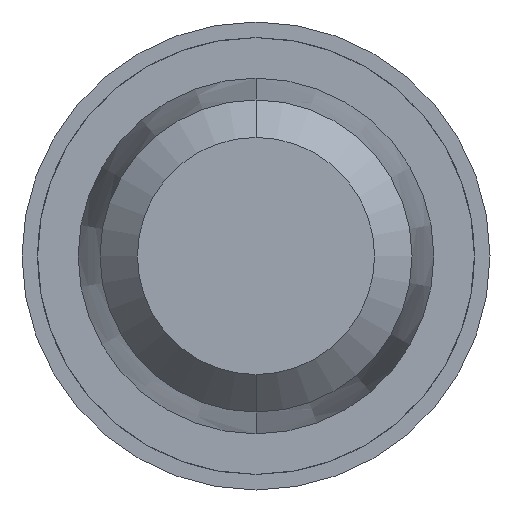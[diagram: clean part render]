
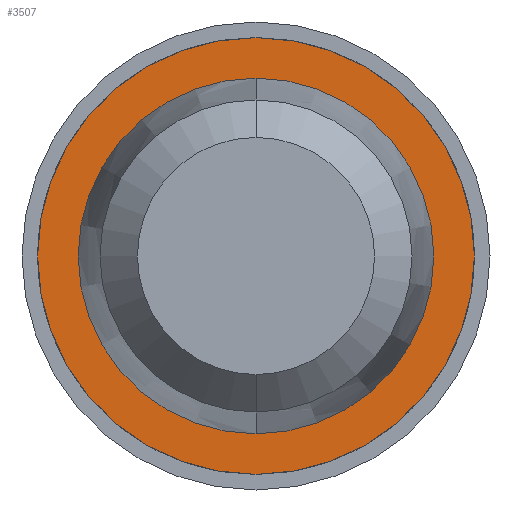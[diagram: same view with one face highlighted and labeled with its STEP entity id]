
A CAD part, front view. The second image highlights one B-rep face of the part: STEP entity #3507.
In plain terms, the highlighted planar face has unit normal (0, -1, 0).
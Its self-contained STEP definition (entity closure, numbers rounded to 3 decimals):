
#223 = AXIS2_PLACEMENT_3D ( 'NONE', #2530, #1848, #1181 ) ;
#271 = EDGE_LOOP ( 'NONE', ( #3716, #3697 ) ) ;
#296 = VERTEX_POINT ( 'NONE', #2269 ) ;
#315 = DIRECTION ( 'NONE',  ( 0., -1., 0. ) ) ;
#342 = VERTEX_POINT ( 'NONE', #2637 ) ;
#368 = CIRCLE ( 'NONE', #3825, 0.7 ) ;
#459 = CIRCLE ( 'NONE', #1914, 0.57 ) ;
#465 = DIRECTION ( 'NONE',  ( 0., -1., 0. ) ) ;
#501 = CARTESIAN_POINT ( 'NONE',  ( 0.57, 26., 0. ) ) ;
#684 = EDGE_CURVE ( 'Defeature ausgef�hrt3_15+Defeature ausgef�hrt3_16+Defeature ausgef�hrt3_16+Defeature ausgef�hrt3_16', #296, #836, #459, .T. ) ;
#836 = VERTEX_POINT ( 'NONE', #2190 ) ;
#846 = AXIS2_PLACEMENT_3D ( 'NONE', #1336, #315, #2958 ) ;
#867 = VERTEX_POINT ( 'NONE', #1530 ) ;
#903 = EDGE_CURVE ( 'Defeature ausgef�hrt3_15+Defeature ausgef�hrt3_16+Defeature ausgef�hrt3_16+Defeature ausgef�hrt3_16', #836, #296, #3380, .T. ) ;
#1181 = DIRECTION ( 'NONE',  ( 0., 0., -1. ) ) ;
#1244 = DIRECTION ( 'NONE',  ( 0., -1., 0. ) ) ;
#1336 = CARTESIAN_POINT ( 'NONE',  ( 0., 26., 0. ) ) ;
#1397 = EDGE_CURVE ( 'Defeature ausgef�hrt3_16+Defeature ausgef�hrt3_17+Defeature ausgef�hrt3_17+Defeature ausgef�hrt3_17', #342, #867, #3926, .T. ) ;
#1530 = CARTESIAN_POINT ( 'NONE',  ( 0., 26., -0.7 ) ) ;
#1685 = ORIENTED_EDGE ( 'NONE', *, *, #1397, .T. ) ;
#1848 = DIRECTION ( 'NONE',  ( 0., -1., 0. ) ) ;
#1861 = PLANE ( 'NONE',  #2814 ) ;
#1914 = AXIS2_PLACEMENT_3D ( 'NONE', #2806, #465, #4084 ) ;
#2190 = CARTESIAN_POINT ( 'NONE',  ( 0., 26., -0.57 ) ) ;
#2269 = CARTESIAN_POINT ( 'NONE',  ( 0., 26., 0.57 ) ) ;
#2356 = CARTESIAN_POINT ( 'NONE',  ( 0., 26., 0. ) ) ;
#2387 = DIRECTION ( 'NONE',  ( 0., 0., -1. ) ) ;
#2530 = CARTESIAN_POINT ( 'NONE',  ( 0., 26., 0. ) ) ;
#2637 = CARTESIAN_POINT ( 'NONE',  ( 0., 26., 0.7 ) ) ;
#2806 = CARTESIAN_POINT ( 'NONE',  ( 0., 26., 0. ) ) ;
#2814 = AXIS2_PLACEMENT_3D ( 'NONE', #501, #1244, #4140 ) ;
#2900 = FACE_BOUND ( 'NONE', #271, .T. ) ;
#2958 = DIRECTION ( 'NONE',  ( 0., 0., -1. ) ) ;
#3015 = EDGE_LOOP ( 'NONE', ( #3792, #1685 ) ) ;
#3364 = EDGE_CURVE ( 'Defeature ausgef�hrt3_16+Defeature ausgef�hrt3_17+Defeature ausgef�hrt3_17+Defeature ausgef�hrt3_17', #867, #342, #368, .T. ) ;
#3380 = CIRCLE ( 'NONE', #223, 0.57 ) ;
#3507 = ADVANCED_FACE ( 'Defeature ausgef�hrt3_16', ( #4171, #2900 ), #1861, .T. ) ;
#3697 = ORIENTED_EDGE ( 'NONE', *, *, #903, .F. ) ;
#3716 = ORIENTED_EDGE ( 'NONE', *, *, #684, .F. ) ;
#3792 = ORIENTED_EDGE ( 'NONE', *, *, #3364, .T. ) ;
#3825 = AXIS2_PLACEMENT_3D ( 'NONE', #2356, #4030, #2387 ) ;
#3926 = CIRCLE ( 'NONE', #846, 0.7 ) ;
#4030 = DIRECTION ( 'NONE',  ( 0., -1., 0. ) ) ;
#4084 = DIRECTION ( 'NONE',  ( 0., 0., -1. ) ) ;
#4140 = DIRECTION ( 'NONE',  ( 0., 0., -1. ) ) ;
#4171 = FACE_OUTER_BOUND ( 'NONE', #3015, .T. ) ;
